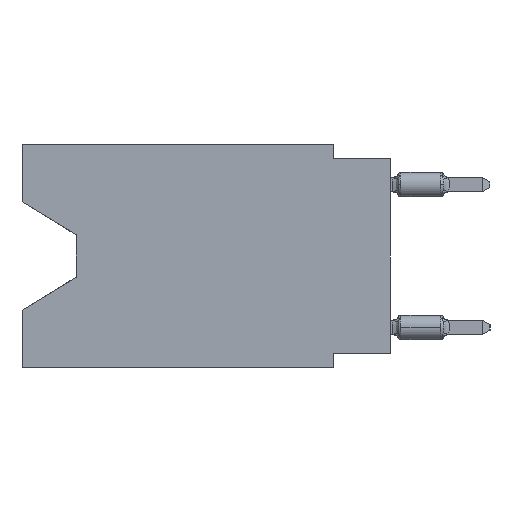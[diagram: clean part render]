
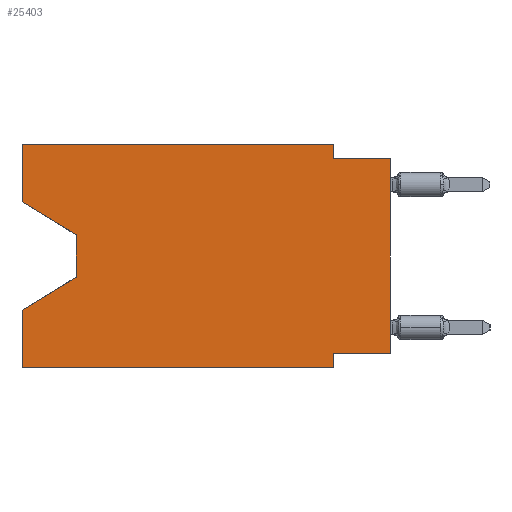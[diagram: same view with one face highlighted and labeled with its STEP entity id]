
A CAD part, left-side view. The second image highlights one B-rep face of the part: STEP entity #25403.
In plain terms, the highlighted planar face has unit normal (-1, 0, 0).
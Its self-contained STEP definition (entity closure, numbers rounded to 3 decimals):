
#25 = DIRECTION ( 'NONE',  ( 0., 0., 1. ) ) ;
#294 = ORIENTED_EDGE ( 'NONE', *, *, #6212, .F. ) ;
#361 = VECTOR ( 'NONE', #18365, 1000. ) ;
#851 = VECTOR ( 'NONE', #25, 1000. ) ;
#935 = CARTESIAN_POINT ( 'NONE',  ( 0., 0., -9.271 ) ) ;
#1117 = ORIENTED_EDGE ( 'NONE', *, *, #2785, .T. ) ;
#1386 = EDGE_CURVE ( 'NONE', #2981, #7505, #15458, .T. ) ;
#1394 = PLANE ( 'NONE',  #10142 ) ;
#1525 = DIRECTION ( 'NONE',  ( 0., 0., -1. ) ) ;
#1931 = CARTESIAN_POINT ( 'NONE',  ( 0., 0., -9.271 ) ) ;
#2071 = CARTESIAN_POINT ( 'NONE',  ( 0., 0., -0.635 ) ) ;
#2291 = VECTOR ( 'NONE', #25534, 1000. ) ;
#2785 = EDGE_CURVE ( 'NONE', #9835, #3376, #6021, .T. ) ;
#2817 = CARTESIAN_POINT ( 'NONE',  ( 0., 0., 0. ) ) ;
#2962 = CARTESIAN_POINT ( 'NONE',  ( 0., 16.383, -2.546 ) ) ;
#2981 = VERTEX_POINT ( 'NONE', #10785 ) ;
#3376 = VERTEX_POINT ( 'NONE', #4423 ) ;
#3427 = LINE ( 'NONE', #19223, #17582 ) ;
#3547 = EDGE_CURVE ( 'NONE', #23849, #2981, #20967, .T. ) ;
#4299 = CARTESIAN_POINT ( 'NONE',  ( 0., 16.383, 0. ) ) ;
#4329 = DIRECTION ( 'NONE',  ( 0., 0.855, -0.519 ) ) ;
#4423 = CARTESIAN_POINT ( 'NONE',  ( 0., 16.383, -7.36 ) ) ;
#4496 = ORIENTED_EDGE ( 'NONE', *, *, #10035, .F. ) ;
#4702 = EDGE_CURVE ( 'NONE', #8873, #12373, #19170, .T. ) ;
#4743 = ORIENTED_EDGE ( 'NONE', *, *, #19198, .T. ) ;
#6021 = LINE ( 'NONE', #16130, #20938 ) ;
#6212 = EDGE_CURVE ( 'NONE', #8873, #20920, #23904, .T. ) ;
#6225 = CARTESIAN_POINT ( 'NONE',  ( 0., 2.54, -9.906 ) ) ;
#6761 = VERTEX_POINT ( 'NONE', #935 ) ;
#7200 = VERTEX_POINT ( 'NONE', #16477 ) ;
#7279 = LINE ( 'NONE', #20862, #10548 ) ;
#7397 = DIRECTION ( 'NONE',  ( 0., -0.855, -0.519 ) ) ;
#7505 = VERTEX_POINT ( 'NONE', #2071 ) ;
#7686 = CARTESIAN_POINT ( 'NONE',  ( 0., 0., -0.635 ) ) ;
#8331 = CARTESIAN_POINT ( 'NONE',  ( 0., 2.54, -9.271 ) ) ;
#8401 = CARTESIAN_POINT ( 'NONE',  ( 0., 13.97, -4.013 ) ) ;
#8873 = VERTEX_POINT ( 'NONE', #2962 ) ;
#9696 = DIRECTION ( 'NONE',  ( 1., 0., 0. ) ) ;
#9782 = CARTESIAN_POINT ( 'NONE',  ( 0., 13.97, -4.013 ) ) ;
#9835 = VERTEX_POINT ( 'NONE', #11438 ) ;
#9877 = VERTEX_POINT ( 'NONE', #21506 ) ;
#10035 = EDGE_CURVE ( 'NONE', #9877, #3376, #19972, .T. ) ;
#10142 = AXIS2_PLACEMENT_3D ( 'NONE', #19658, #9696, #1525 ) ;
#10513 = VECTOR ( 'NONE', #24175, 1000. ) ;
#10548 = VECTOR ( 'NONE', #12986, 1000. ) ;
#10785 = CARTESIAN_POINT ( 'NONE',  ( 0., 2.54, -0.635 ) ) ;
#10849 = LINE ( 'NONE', #8401, #10513 ) ;
#11198 = VERTEX_POINT ( 'NONE', #8331 ) ;
#11438 = CARTESIAN_POINT ( 'NONE',  ( 0., 13.97, -5.893 ) ) ;
#12373 = VERTEX_POINT ( 'NONE', #9782 ) ;
#12986 = DIRECTION ( 'NONE',  ( 0., -1., 0. ) ) ;
#13153 = VECTOR ( 'NONE', #21595, 1000. ) ;
#13322 = VECTOR ( 'NONE', #7397, 1000. ) ;
#13859 = ORIENTED_EDGE ( 'NONE', *, *, #16582, .F. ) ;
#14396 = LINE ( 'NONE', #6225, #17675 ) ;
#14878 = ORIENTED_EDGE ( 'NONE', *, *, #1386, .F. ) ;
#15304 = CARTESIAN_POINT ( 'NONE',  ( 0., 16.383, -2.546 ) ) ;
#15458 = LINE ( 'NONE', #7686, #2291 ) ;
#15477 = ORIENTED_EDGE ( 'NONE', *, *, #4702, .T. ) ;
#15695 = CARTESIAN_POINT ( 'NONE',  ( 0., 2.54, 0. ) ) ;
#16061 = EDGE_CURVE ( 'NONE', #12373, #9835, #10849, .T. ) ;
#16130 = CARTESIAN_POINT ( 'NONE',  ( 0., 13.97, -5.893 ) ) ;
#16477 = CARTESIAN_POINT ( 'NONE',  ( 0., 2.54, -9.906 ) ) ;
#16582 = EDGE_CURVE ( 'NONE', #11198, #7200, #14396, .T. ) ;
#16835 = EDGE_LOOP ( 'NONE', ( #15477, #18037, #1117, #4496, #19007, #13859, #17502, #4743, #14878, #24789, #19254, #294 ) ) ;
#16992 = VECTOR ( 'NONE', #21087, 1000. ) ;
#17502 = ORIENTED_EDGE ( 'NONE', *, *, #17904, .F. ) ;
#17582 = VECTOR ( 'NONE', #19086, 1000. ) ;
#17675 = VECTOR ( 'NONE', #24069, 1000. ) ;
#17904 = EDGE_CURVE ( 'NONE', #6761, #11198, #17999, .T. ) ;
#17999 = LINE ( 'NONE', #1931, #13153 ) ;
#18037 = ORIENTED_EDGE ( 'NONE', *, *, #16061, .T. ) ;
#18365 = DIRECTION ( 'NONE',  ( 0., 0., 1. ) ) ;
#19007 = ORIENTED_EDGE ( 'NONE', *, *, #24958, .T. ) ;
#19086 = DIRECTION ( 'NONE',  ( 0., -1., 0. ) ) ;
#19170 = LINE ( 'NONE', #15304, #13322 ) ;
#19198 = EDGE_CURVE ( 'NONE', #6761, #7505, #24683, .T. ) ;
#19223 = CARTESIAN_POINT ( 'NONE',  ( 0., 16.383, 0. ) ) ;
#19254 = ORIENTED_EDGE ( 'NONE', *, *, #24543, .F. ) ;
#19272 = FACE_OUTER_BOUND ( 'NONE', #16835, .T. ) ;
#19658 = CARTESIAN_POINT ( 'NONE',  ( 0., 16.383, 0. ) ) ;
#19972 = LINE ( 'NONE', #4299, #851 ) ;
#20862 = CARTESIAN_POINT ( 'NONE',  ( 0., 16.383, -9.906 ) ) ;
#20920 = VERTEX_POINT ( 'NONE', #24518 ) ;
#20938 = VECTOR ( 'NONE', #4329, 1000. ) ;
#20967 = LINE ( 'NONE', #25248, #16992 ) ;
#21087 = DIRECTION ( 'NONE',  ( 0., 0., -1. ) ) ;
#21506 = CARTESIAN_POINT ( 'NONE',  ( 0., 16.383, -9.906 ) ) ;
#21595 = DIRECTION ( 'NONE',  ( 0., 1., 0. ) ) ;
#21965 = VECTOR ( 'NONE', #24402, 1000. ) ;
#22327 = CARTESIAN_POINT ( 'NONE',  ( 0., 16.383, 0. ) ) ;
#23849 = VERTEX_POINT ( 'NONE', #15695 ) ;
#23904 = LINE ( 'NONE', #22327, #21965 ) ;
#24069 = DIRECTION ( 'NONE',  ( 0., 0., -1. ) ) ;
#24175 = DIRECTION ( 'NONE',  ( 0., 0., -1. ) ) ;
#24402 = DIRECTION ( 'NONE',  ( 0., 0., 1. ) ) ;
#24518 = CARTESIAN_POINT ( 'NONE',  ( 0., 16.383, 0. ) ) ;
#24543 = EDGE_CURVE ( 'NONE', #20920, #23849, #3427, .T. ) ;
#24683 = LINE ( 'NONE', #2817, #361 ) ;
#24789 = ORIENTED_EDGE ( 'NONE', *, *, #3547, .F. ) ;
#24958 = EDGE_CURVE ( 'NONE', #9877, #7200, #7279, .T. ) ;
#25248 = CARTESIAN_POINT ( 'NONE',  ( 0., 2.54, 0. ) ) ;
#25403 = ADVANCED_FACE ( 'NONE', ( #19272 ), #1394, .F. ) ;
#25534 = DIRECTION ( 'NONE',  ( 0., -1., 0. ) ) ;
